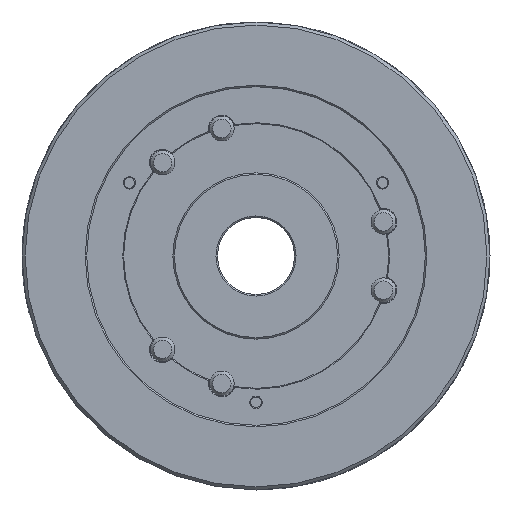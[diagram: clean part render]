
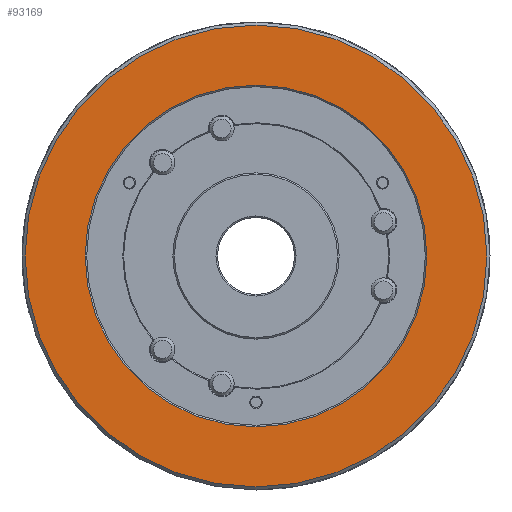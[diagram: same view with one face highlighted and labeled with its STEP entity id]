
A CAD part, left-side view. The second image highlights one B-rep face of the part: STEP entity #93169.
In plain terms, the highlighted planar face has unit normal (-1, 0, 0).
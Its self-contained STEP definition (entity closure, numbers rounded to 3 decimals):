
#19112=PLANE('',#97252);
#28375=ORIENTED_EDGE('',*,*,#45097,.F.);
#28376=ORIENTED_EDGE('',*,*,#45098,.T.);
#45097=EDGE_CURVE('',#53878,#53878,#58278,.T.);
#45098=EDGE_CURVE('',#53879,#53879,#58279,.T.);
#53878=VERTEX_POINT('',#128318);
#53879=VERTEX_POINT('',#128321);
#58278=CIRCLE('',#97251,150.);
#58279=CIRCLE('',#97253,111.);
#59989=EDGE_LOOP('',(#28375));
#59990=EDGE_LOOP('',(#28376));
#63928=FACE_BOUND('',#59989,.T.);
#63929=FACE_BOUND('',#59990,.T.);
#93169=ADVANCED_FACE('',(#63928,#63929),#19112,.T.);
#97251=AXIS2_PLACEMENT_3D('',#128317,#106613,#106614);
#97252=AXIS2_PLACEMENT_3D('',#128319,#106615,#106616);
#97253=AXIS2_PLACEMENT_3D('',#128320,#106617,#106618);
#106613=DIRECTION('',(1.,0.,0.));
#106614=DIRECTION('',(0.,0.,-1.));
#106615=DIRECTION('',(-1.,0.,0.));
#106616=DIRECTION('',(0.,0.,1.));
#106617=DIRECTION('',(1.,0.,0.));
#106618=DIRECTION('',(0.,0.,-1.));
#128317=CARTESIAN_POINT('',(-110.,0.,0.));
#128318=CARTESIAN_POINT('',(-110.,0.,-150.));
#128319=CARTESIAN_POINT('',(-110.,75.,-129.904));
#128320=CARTESIAN_POINT('',(-110.,0.,0.));
#128321=CARTESIAN_POINT('',(-110.,0.,-111.));
